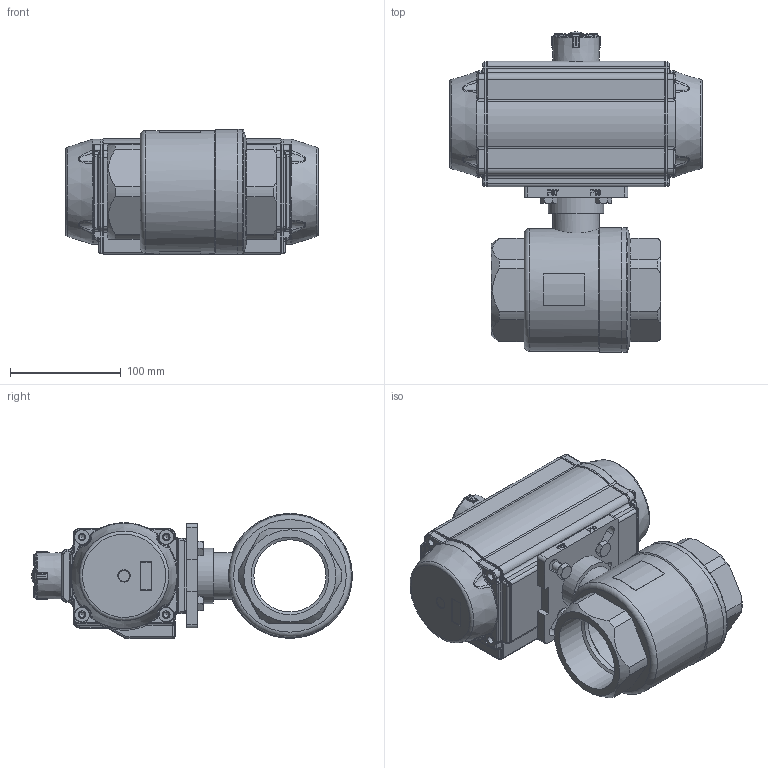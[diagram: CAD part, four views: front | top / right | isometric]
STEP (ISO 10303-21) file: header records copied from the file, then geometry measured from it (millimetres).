
FILE_DESCRIPTION(/* description */ ('Unknown'),/* implementation_level */ '2;1');
FILE_NAME(/* name */ 'PD05 9652-10',/* time_stamp */ '2025-01-15T10:16:56+01:00',/* author */ ('Unknown'),/* organization */ ('Unknown'),/* preprocessor_version */ 'ST-DEVELOPER v19.4',/* originating_system */ 'Solid Edge',/* authorisation */ 'Unknown');
FILE_SCHEMA (('AUTOMOTIVE_DESIGN {1 0 10303 214 3 1 1}'));
Products named in the file (22): PD059652-10; 9652-10; MV-82 DN65 T; MV-82 DN65 Z; MV-82 DN65 ZT; MV-82 DN65 O; MV-82 DN65 G; MV-82 DN65 M; MV-82 DN65 TL; MV-82 DN65 YT; MV-82 DN65 DD; PD05_PE04; VTE85____; Optische Anzeige; ______; ________(___________; cup head nib bolts with large head gb_GB_FASTENER_BOLT_CHNBW M6X25-N; huosai85; zhou85; vt85-2016-06-25  _______MIR; vt85-2016-06-25; DIN 933 M8x25 A2-70 BLK_EDST
Assembly tree (30 placements, depth 4):
  PD059652-10
    9652-10
      MV-82 DN65 T
      MV-82 DN65 Z
      MV-82 DN65 ZT
      MV-82 DN65 O
      MV-82 DN65 G
      MV-82 DN65 M
      MV-82 DN65 TL  x2
      MV-82 DN65 YT
      MV-82 DN65 DD  x2
    PD05_PE04
      VTE85____
      Optische Anzeige
        ______
        ________(___________  x4
        cup head nib bolts with large head gb_GB_FASTENER_BOLT_CHNBW M6X25-N
      huosai85  x2
      zhou85
      vt85-2016-06-25  _______MIR
      vt85-2016-06-25
    DIN 933 M8x25 A2-70 BLK_EDST  x4
Bounding box: 228 x 289.06 x 112.75 mm (x, y, z)
Volume: 1660586.4 mm3; surface area: 482611.9 mm2
Topology: 27 solids, 27 shells, 3110 faces, 7647 edges, 4704 vertices
Faces by surface type: plane 902, cylinder 778, bspline 650, torus 512, cone 255, sphere 13
Full cylindrical faces by diameter (mm): 3 x16, 3.3 x8, 4 x2, 4.134 x8, 4.66 x1, 4.917 x13, 5 x1, 6 x2, 6.2 x1, 6.647 x6, 8 x4, 11.445 x2, 12 x2, 13 x14, 16.2 x1, 16.5 x1, 17.2 x1, 18.3 x1, 18.7 x1, 20 x7, 22 x4, 22.1 x1, 22.2 x4, 23 x14, 26 x1, 27 x2, 27.6 x3, 28 x2, 29 x1, 31.5 x1
Entity records: 92603 total; most frequent: CARTESIAN_POINT 41309, ORIENTED_EDGE 11006, DIRECTION 9462, EDGE_CURVE 5503, AXIS2_PLACEMENT_3D 3825, VERTEX_POINT 3581, FACE_BOUND 2888, EDGE_LOOP 2876
